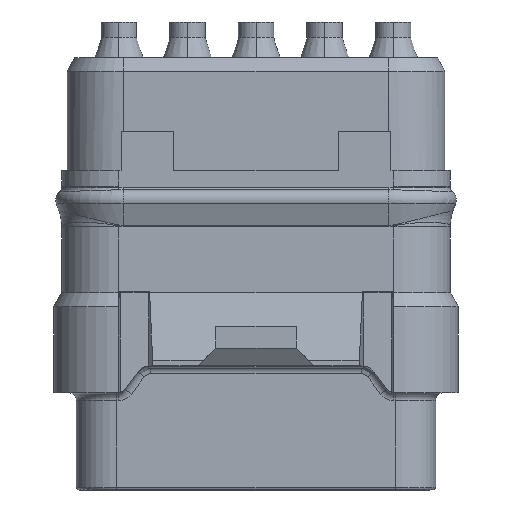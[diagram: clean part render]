
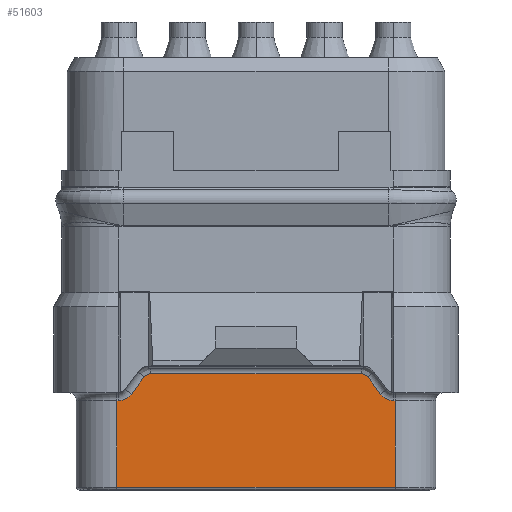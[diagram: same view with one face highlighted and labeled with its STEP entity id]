
A CAD part, front view. The second image highlights one B-rep face of the part: STEP entity #51603.
In plain terms, the highlighted planar face has unit normal (0, -1, 0).
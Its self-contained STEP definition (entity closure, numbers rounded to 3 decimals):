
#1034=DIRECTION('',(-1.,0.,0.));
#1035=VECTOR('',#1034,0.06);
#1036=CARTESIAN_POINT('',(-5.1,-5.81,-8.53));
#1037=LINE('',#1036,#1035);
#1048=CARTESIAN_POINT('',(-5.1,-5.81,-7.93));
#1049=DIRECTION('',(0.,1.,0.));
#1050=DIRECTION('',(0.8,0.,-0.6));
#1051=AXIS2_PLACEMENT_3D('',#1048,#1049,#1050);
#1682=CARTESIAN_POINT('',(5.1,-5.81,-7.93));
#1683=DIRECTION('',(0.,1.,0.));
#1684=DIRECTION('',(0.,0.,-1.));
#1685=AXIS2_PLACEMENT_3D('',#1682,#1683,#1684);
#2015=DIRECTION('',(0.,0.,-1.));
#2016=VECTOR('',#2015,3.21);
#2017=CARTESIAN_POINT('',(-5.16,-5.81,-8.53));
#2018=LINE('',#2017,#2016);
#2019=DIRECTION('',(0.,0.,-1.));
#2020=VECTOR('',#2019,3.21);
#2021=CARTESIAN_POINT('',(5.16,-5.81,-8.53));
#2022=LINE('',#2021,#2020);
#2032=DIRECTION('',(-0.6,0.,-0.8));
#2033=VECTOR('',#2032,0.8);
#2034=CARTESIAN_POINT('',(-4.14,-5.81,-7.65));
#2035=LINE('',#2034,#2033);
#2049=CARTESIAN_POINT('',(-3.9,-5.81,-7.83));
#2050=DIRECTION('',(0.,-1.,0.));
#2051=DIRECTION('',(0.,0.,1.));
#2052=AXIS2_PLACEMENT_3D('',#2049,#2050,#2051);
#2121=CARTESIAN_POINT('',(3.9,-5.81,-7.83));
#2122=DIRECTION('',(0.,-1.,0.));
#2123=DIRECTION('',(0.8,0.,0.6));
#2124=AXIS2_PLACEMENT_3D('',#2121,#2122,#2123);
#2187=DIRECTION('',(-1.,0.,0.));
#2188=VECTOR('',#2187,7.8);
#2189=CARTESIAN_POINT('',(3.9,-5.81,-7.53));
#2190=LINE('',#2189,#2188);
#2204=DIRECTION('',(-0.6,0.,0.8));
#2205=VECTOR('',#2204,0.8);
#2206=CARTESIAN_POINT('',(4.62,-5.81,-8.29));
#2207=LINE('',#2206,#2205);
#2213=DIRECTION('',(-1.,0.,0.));
#2214=VECTOR('',#2213,0.06);
#2215=CARTESIAN_POINT('',(5.16,-5.81,-8.53));
#2216=LINE('',#2215,#2214);
#4378=DIRECTION('',(-1.,0.,0.));
#4379=VECTOR('',#4378,10.32);
#4380=CARTESIAN_POINT('',(5.16,-5.81,-11.74));
#4381=LINE('',#4380,#4379);
#39845=CARTESIAN_POINT('',(5.16,-5.81,-11.74));
#39846=VERTEX_POINT('',#39845);
#39849=CARTESIAN_POINT('',(-5.16,-5.81,-11.74));
#39850=VERTEX_POINT('',#39849);
#39927=CARTESIAN_POINT('',(-5.16,-5.81,-8.53));
#39928=VERTEX_POINT('',#39927);
#39929=CARTESIAN_POINT('',(-5.1,-5.81,-8.53));
#39930=VERTEX_POINT('',#39929);
#39931=CARTESIAN_POINT('',(-4.62,-5.81,-8.29));
#39932=VERTEX_POINT('',#39931);
#39937=CARTESIAN_POINT('',(-4.14,-5.81,-7.65));
#39938=VERTEX_POINT('',#39937);
#39939=CARTESIAN_POINT('',(-3.9,-5.81,-7.53));
#39940=VERTEX_POINT('',#39939);
#39941=CARTESIAN_POINT('',(3.9,-5.81,-7.53));
#39942=VERTEX_POINT('',#39941);
#39943=CARTESIAN_POINT('',(4.14,-5.81,-7.65));
#39944=VERTEX_POINT('',#39943);
#39949=CARTESIAN_POINT('',(4.62,-5.81,-8.29));
#39950=VERTEX_POINT('',#39949);
#39951=CARTESIAN_POINT('',(5.1,-5.81,-8.53));
#39952=VERTEX_POINT('',#39951);
#39953=CARTESIAN_POINT('',(5.16,-5.81,-8.53));
#39954=VERTEX_POINT('',#39953);
#51576=CARTESIAN_POINT('',(5.16,-5.81,-8.23));
#51577=DIRECTION('',(0.,-1.,0.));
#51578=DIRECTION('',(-1.,0.,0.));
#51579=AXIS2_PLACEMENT_3D('',#51576,#51577,#51578);
#51580=PLANE('',#51579);
#51581=ORIENTED_EDGE('',*,*,#50025,.F.);
#51582=ORIENTED_EDGE('',*,*,#50043,.F.);
#51584=ORIENTED_EDGE('',*,*,#51583,.F.);
#51586=ORIENTED_EDGE('',*,*,#51585,.F.);
#51588=ORIENTED_EDGE('',*,*,#51587,.F.);
#51590=ORIENTED_EDGE('',*,*,#51589,.F.);
#51592=ORIENTED_EDGE('',*,*,#51591,.F.);
#51593=ORIENTED_EDGE('',*,*,#51116,.F.);
#51595=ORIENTED_EDGE('',*,*,#51594,.F.);
#51597=ORIENTED_EDGE('',*,*,#51596,.T.);
#51599=ORIENTED_EDGE('',*,*,#51598,.T.);
#51600=ORIENTED_EDGE('',*,*,#51568,.F.);
#51601=EDGE_LOOP('',(#51581,#51582,#51584,#51586,#51588,#51590,#51592,#51593,
#51595,#51597,#51599,#51600));
#51602=FACE_OUTER_BOUND('',#51601,.F.);
#51603=ADVANCED_FACE('',(#51602),#51580,.T.);
#1052=CIRCLE('',#1051,0.6);
#1686=CIRCLE('',#1685,0.6);
#2053=CIRCLE('',#2052,0.3);
#2125=CIRCLE('',#2124,0.3);
#50025=EDGE_CURVE('',#39930,#39928,#1037,.T.);
#50043=EDGE_CURVE('',#39932,#39930,#1052,.T.);
#51116=EDGE_CURVE('',#39952,#39950,#1686,.T.);
#51568=EDGE_CURVE('',#39928,#39850,#2018,.T.);
#51583=EDGE_CURVE('',#39938,#39932,#2035,.T.);
#51585=EDGE_CURVE('',#39940,#39938,#2053,.T.);
#51587=EDGE_CURVE('',#39942,#39940,#2190,.T.);
#51589=EDGE_CURVE('',#39944,#39942,#2125,.T.);
#51591=EDGE_CURVE('',#39950,#39944,#2207,.T.);
#51594=EDGE_CURVE('',#39954,#39952,#2216,.T.);
#51596=EDGE_CURVE('',#39954,#39846,#2022,.T.);
#51598=EDGE_CURVE('',#39846,#39850,#4381,.T.);
